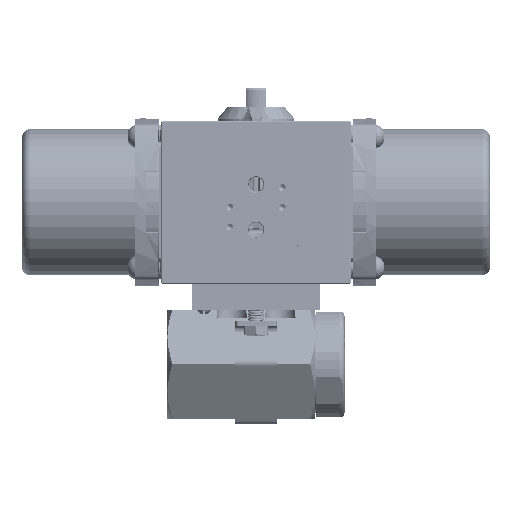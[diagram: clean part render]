
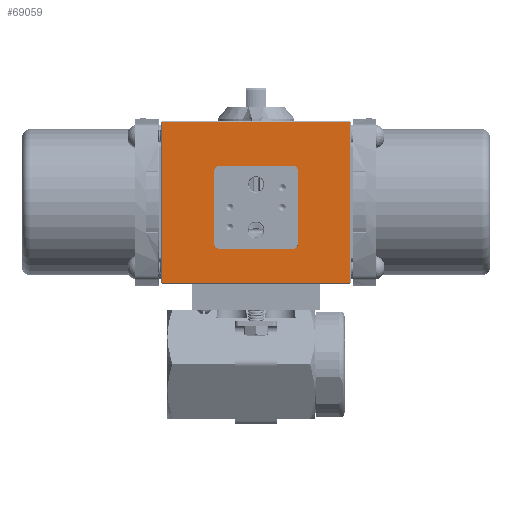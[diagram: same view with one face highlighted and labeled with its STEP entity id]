
A CAD part, top view. The second image highlights one B-rep face of the part: STEP entity #69059.
In plain terms, the highlighted planar face has unit normal (0, 0, 1).
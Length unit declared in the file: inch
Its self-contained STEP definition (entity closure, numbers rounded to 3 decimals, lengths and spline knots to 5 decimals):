
#950 = CIRCLE ( 'NONE', #46078, 0.125 ) ;
#2248 = ORIENTED_EDGE ( 'NONE', *, *, #34639, .T. ) ;
#2432 = DIRECTION ( 'NONE',  ( 0., 0., -1. ) ) ;
#5717 = CARTESIAN_POINT ( 'NONE',  ( -0.997, 2.7675, 1.55 ) ) ;
#8627 = VERTEX_POINT ( 'NONE', #78382 ) ;
#10387 = VECTOR ( 'NONE', #21745, 39.37008 ) ;
#14245 = VERTEX_POINT ( 'NONE', #85030 ) ;
#15270 = CARTESIAN_POINT ( 'NONE',  ( -0.872, 4.7675, 1.55 ) ) ;
#17136 = DIRECTION ( 'NONE',  ( 1., 0., 0. ) ) ;
#18076 = FACE_BOUND ( 'NONE', #42443, .T. ) ;
#19281 = CARTESIAN_POINT ( 'NONE',  ( 0.878, 2.8925, 1.55 ) ) ;
#21695 = EDGE_CURVE ( 'NONE', #58723, #8627, #57383, .T. ) ;
#21745 = DIRECTION ( 'NONE',  ( 1., 0., 0. ) ) ;
#22010 = CARTESIAN_POINT ( 'NONE',  ( -2.253, 5.8325, 1.55 ) ) ;
#22426 = EDGE_CURVE ( 'NONE', #53125, #56661, #89158, .T. ) ;
#22446 = LINE ( 'NONE', #78432, #82884 ) ;
#22659 = VECTOR ( 'NONE', #17136, 39.37008 ) ;
#22672 = DIRECTION ( 'NONE',  ( -1., 0., 0. ) ) ;
#23102 = CARTESIAN_POINT ( 'NONE',  ( 0.878, 2.7675, 1.55 ) ) ;
#27313 = AXIS2_PLACEMENT_3D ( 'NONE', #114223, #46240, #125607 ) ;
#27507 = CARTESIAN_POINT ( 'NONE',  ( 0.878, 4.7675, 1.55 ) ) ;
#30637 = CARTESIAN_POINT ( 'NONE',  ( 2.273, 1.9525, 1.55 ) ) ;
#30661 = DIRECTION ( 'NONE',  ( 0., 1., 0. ) ) ;
#30915 = LINE ( 'NONE', #22010, #91391 ) ;
#31328 = CARTESIAN_POINT ( 'NONE',  ( -0.997, 4.6425, 1.55 ) ) ;
#32595 = VERTEX_POINT ( 'NONE', #31328 ) ;
#34412 = DIRECTION ( 'NONE',  ( 0., 0., -1. ) ) ;
#34639 = EDGE_CURVE ( 'NONE', #14245, #39723, #127581, .T. ) ;
#37078 = CARTESIAN_POINT ( 'NONE',  ( -0.997, 2.8925, 1.55 ) ) ;
#37261 = DIRECTION ( 'NONE',  ( 0., -1., 0. ) ) ;
#38541 = PLANE ( 'NONE',  #99915 ) ;
#39723 = VERTEX_POINT ( 'NONE', #106766 ) ;
#40853 = VERTEX_POINT ( 'NONE', #61736 ) ;
#41878 = EDGE_CURVE ( 'NONE', #49215, #98907, #71215, .T. ) ;
#42443 = EDGE_LOOP ( 'NONE', ( #94888, #98470, #127509, #91043, #140812, #129779, #103146, #98072 ) ) ;
#43753 = DIRECTION ( 'NONE',  ( 0., 1., 0. ) ) ;
#46078 = AXIS2_PLACEMENT_3D ( 'NONE', #70490, #2432, #81882 ) ;
#46240 = DIRECTION ( 'NONE',  ( 0., 0., -1. ) ) ;
#49215 = VERTEX_POINT ( 'NONE', #27507 ) ;
#49216 = CARTESIAN_POINT ( 'NONE',  ( -0.997, 4.7675, 1.55 ) ) ;
#49530 = CARTESIAN_POINT ( 'NONE',  ( 2.273, 5.8325, 1.55 ) ) ;
#49565 = DIRECTION ( 'NONE',  ( -1., 0., 0. ) ) ;
#50010 = DIRECTION ( 'NONE',  ( 0., 1., 0. ) ) ;
#53125 = VERTEX_POINT ( 'NONE', #60472 ) ;
#56661 = VERTEX_POINT ( 'NONE', #96125 ) ;
#57383 = LINE ( 'NONE', #111790, #140789 ) ;
#58723 = VERTEX_POINT ( 'NONE', #86835 ) ;
#58745 = EDGE_CURVE ( 'NONE', #58723, #121886, #128332, .T. ) ;
#58941 = VECTOR ( 'NONE', #22672, 39.37008 ) ;
#60472 = CARTESIAN_POINT ( 'NONE',  ( 2.253, 5.8125, 1.55 ) ) ;
#61240 = VERTEX_POINT ( 'NONE', #37078 ) ;
#61736 = CARTESIAN_POINT ( 'NONE',  ( -0.872, 2.7675, 1.55 ) ) ;
#64079 = EDGE_CURVE ( 'NONE', #32595, #61240, #108406, .T. ) ;
#66426 = EDGE_CURVE ( 'NONE', #39723, #53125, #22446, .T. ) ;
#67742 = DIRECTION ( 'NONE',  ( 0., -1., 0. ) ) ;
#69059 = ADVANCED_FACE ( 'NONE', ( #108690, #18076 ), #38541, .F. ) ;
#70490 = CARTESIAN_POINT ( 'NONE',  ( -0.872, 2.8925, 1.55 ) ) ;
#71215 = LINE ( 'NONE', #139881, #101455 ) ;
#78382 = CARTESIAN_POINT ( 'NONE',  ( 1.003, 4.6425, 1.55 ) ) ;
#78432 = CARTESIAN_POINT ( 'NONE',  ( 2.253, 5.8325, 1.55 ) ) ;
#81388 = CIRCLE ( 'NONE', #27313, 0.125 ) ;
#81587 = AXIS2_PLACEMENT_3D ( 'NONE', #19281, #98774, #30661 ) ;
#81882 = DIRECTION ( 'NONE',  ( 0., 1., 0. ) ) ;
#82884 = VECTOR ( 'NONE', #139667, 39.37008 ) ;
#85030 = CARTESIAN_POINT ( 'NONE',  ( -2.253, 1.9525, 1.55 ) ) ;
#86835 = CARTESIAN_POINT ( 'NONE',  ( 1.003, 2.8925, 1.55 ) ) ;
#89158 = LINE ( 'NONE', #90732, #58941 ) ;
#90732 = CARTESIAN_POINT ( 'NONE',  ( 2.273, 5.8125, 1.55 ) ) ;
#90738 = ORIENTED_EDGE ( 'NONE', *, *, #66426, .T. ) ;
#91043 = ORIENTED_EDGE ( 'NONE', *, *, #109359, .T. ) ;
#91391 = VECTOR ( 'NONE', #67742, 39.37008 ) ;
#94000 = AXIS2_PLACEMENT_3D ( 'NONE', #102543, #34412, #113903 ) ;
#94888 = ORIENTED_EDGE ( 'NONE', *, *, #64079, .F. ) ;
#95831 = ORIENTED_EDGE ( 'NONE', *, *, #128467, .T. ) ;
#96125 = CARTESIAN_POINT ( 'NONE',  ( -2.253, 5.8125, 1.55 ) ) ;
#98072 = ORIENTED_EDGE ( 'NONE', *, *, #146717, .T. ) ;
#98470 = ORIENTED_EDGE ( 'NONE', *, *, #123889, .T. ) ;
#98774 = DIRECTION ( 'NONE',  ( 0., 0., -1. ) ) ;
#98907 = VERTEX_POINT ( 'NONE', #15270 ) ;
#99915 = AXIS2_PLACEMENT_3D ( 'NONE', #49530, #117966, #50010 ) ;
#101455 = VECTOR ( 'NONE', #49565, 39.37008 ) ;
#102543 = CARTESIAN_POINT ( 'NONE',  ( 0.878, 4.6425, 1.55 ) ) ;
#103146 = ORIENTED_EDGE ( 'NONE', *, *, #124137, .F. ) ;
#104537 = EDGE_LOOP ( 'NONE', ( #90738, #121114, #95831, #2248 ) ) ;
#106766 = CARTESIAN_POINT ( 'NONE',  ( 2.253, 1.9525, 1.55 ) ) ;
#108406 = LINE ( 'NONE', #49216, #134982 ) ;
#108690 = FACE_OUTER_BOUND ( 'NONE', #104537, .T. ) ;
#109359 = EDGE_CURVE ( 'NONE', #49215, #8627, #142331, .T. ) ;
#111790 = CARTESIAN_POINT ( 'NONE',  ( 1.003, 4.7675, 1.55 ) ) ;
#113903 = DIRECTION ( 'NONE',  ( 0., 1., 0. ) ) ;
#114223 = CARTESIAN_POINT ( 'NONE',  ( -0.872, 4.6425, 1.55 ) ) ;
#117966 = DIRECTION ( 'NONE',  ( 0., 0., -1. ) ) ;
#120377 = LINE ( 'NONE', #5717, #22659 ) ;
#121114 = ORIENTED_EDGE ( 'NONE', *, *, #22426, .T. ) ;
#121886 = VERTEX_POINT ( 'NONE', #23102 ) ;
#123889 = EDGE_CURVE ( 'NONE', #32595, #98907, #81388, .T. ) ;
#124137 = EDGE_CURVE ( 'NONE', #40853, #121886, #120377, .T. ) ;
#125607 = DIRECTION ( 'NONE',  ( 0., 1., 0. ) ) ;
#127509 = ORIENTED_EDGE ( 'NONE', *, *, #41878, .F. ) ;
#127581 = LINE ( 'NONE', #30637, #10387 ) ;
#128332 = CIRCLE ( 'NONE', #81587, 0.125 ) ;
#128467 = EDGE_CURVE ( 'NONE', #56661, #14245, #30915, .T. ) ;
#129779 = ORIENTED_EDGE ( 'NONE', *, *, #58745, .T. ) ;
#134982 = VECTOR ( 'NONE', #37261, 39.37008 ) ;
#139667 = DIRECTION ( 'NONE',  ( 0., 1., 0. ) ) ;
#139881 = CARTESIAN_POINT ( 'NONE',  ( -0.997, 4.7675, 1.55 ) ) ;
#140789 = VECTOR ( 'NONE', #43753, 39.37008 ) ;
#140812 = ORIENTED_EDGE ( 'NONE', *, *, #21695, .F. ) ;
#142331 = CIRCLE ( 'NONE', #94000, 0.125 ) ;
#146717 = EDGE_CURVE ( 'NONE', #40853, #61240, #950, .T. ) ;
